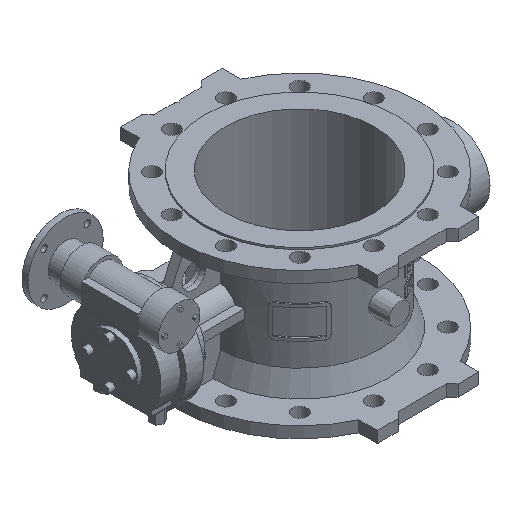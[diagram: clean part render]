
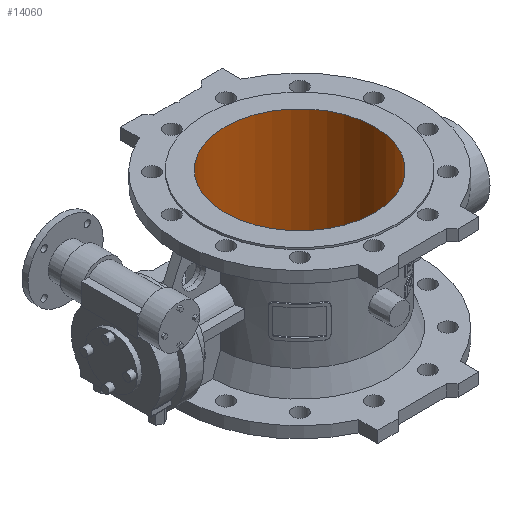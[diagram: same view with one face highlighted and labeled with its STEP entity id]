
A CAD part, isometric view. The second image highlights one B-rep face of the part: STEP entity #14060.
In plain terms, the highlighted cylindrical face has radius 125 mm (diameter 250 mm), a full revolution.
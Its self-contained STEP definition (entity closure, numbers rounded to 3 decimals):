
#325 = AXIS2_PLACEMENT_3D ( 'NONE', #8058, #8060, #8061 ) ;
#2168 = AXIS2_PLACEMENT_3D ( 'NONE', #13613, #13614, #13615 ) ;
#2177 = AXIS2_PLACEMENT_3D ( 'NONE', #13558, #13559, #13560 ) ;
#7294 = EDGE_LOOP ( 'NONE', ( #7590 ) ) ;
#7295 = EDGE_LOOP ( 'NONE', ( #7591 ) ) ;
#7590 = ORIENTED_EDGE ( 'NONE', *, *, #12119, .T. ) ;
#7591 = ORIENTED_EDGE ( 'NONE', *, *, #12108, .F. ) ;
#8058 = CARTESIAN_POINT ( 'NONE',  ( 0., -5., -133.661 ) ) ;
#8060 = DIRECTION ( 'NONE',  ( 0., 0., -1. ) ) ;
#8061 = DIRECTION ( 'NONE',  ( 0., 1., 0. ) ) ;
#10991 = CIRCLE ( 'NONE', #2177, 125. ) ;
#11004 = CIRCLE ( 'NONE', #2168, 125. ) ;
#11426 = FACE_OUTER_BOUND ( 'NONE', #7295, .T. ) ;
#11435 = FACE_OUTER_BOUND ( 'NONE', #7294, .T. ) ;
#11437 = CYLINDRICAL_SURFACE ( 'NONE', #325, 125. ) ;
#11954 = VERTEX_POINT ( 'NONE', #12686 ) ;
#11956 = VERTEX_POINT ( 'NONE', #12688 ) ;
#12108 = EDGE_CURVE ( 'NONE', #11954, #11954, #10991, .T. ) ;
#12119 = EDGE_CURVE ( 'NONE', #11956, #11956, #11004, .T. ) ;
#12686 = CARTESIAN_POINT ( 'NONE',  ( 0., 120., 125. ) ) ;
#12688 = CARTESIAN_POINT ( 'NONE',  ( 0., -130., -125. ) ) ;
#13558 = CARTESIAN_POINT ( 'NONE',  ( 0., -5., 125. ) ) ;
#13559 = DIRECTION ( 'NONE',  ( 0., 0., -1. ) ) ;
#13560 = DIRECTION ( 'NONE',  ( 0., 1., 0. ) ) ;
#13613 = CARTESIAN_POINT ( 'NONE',  ( 0., -5., -125. ) ) ;
#13614 = DIRECTION ( 'NONE',  ( 0., 0., -1. ) ) ;
#13615 = DIRECTION ( 'NONE',  ( 0., -1., 0. ) ) ;
#14060 = ADVANCED_FACE ( 'NONE', ( #11426, #11435 ), #11437, .F. ) ;
